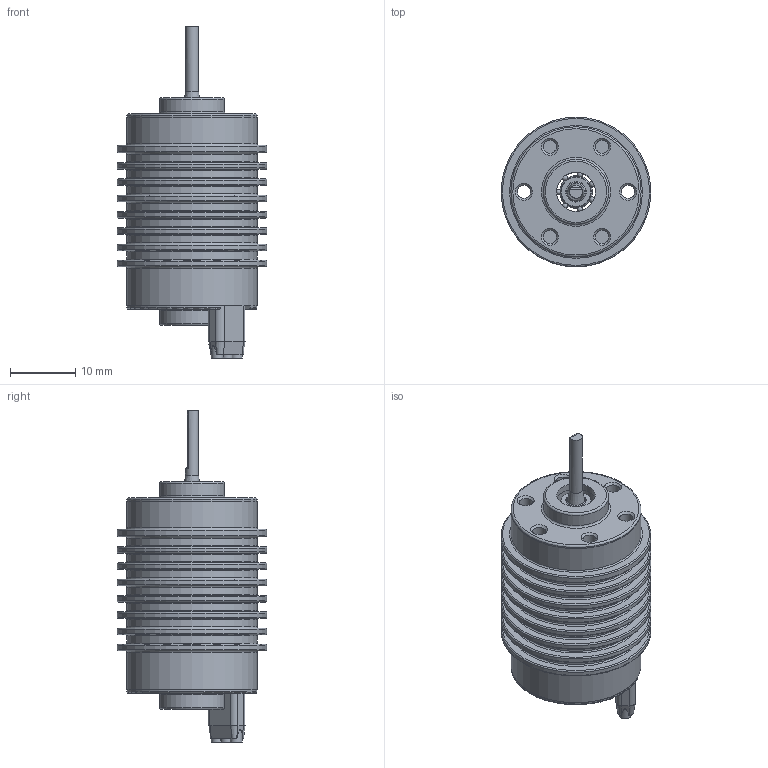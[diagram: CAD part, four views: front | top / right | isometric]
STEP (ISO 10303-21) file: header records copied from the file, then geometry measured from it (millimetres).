
FILE_DESCRIPTION((''),'2;1');
FILE_NAME('Motor_B20-30-24S-FIN.stp','2013-12-28T14:44:39',('Cookie'),(''),'Autodesk Inventor 2013','Autodesk Inventor 2013','');
FILE_SCHEMA(('AUTOMOTIVE_DESIGN { 1 0 10303 214 1 1 1 1 }'));
Length unit declared in the file: millimetre
Products named in the file (8): Motor_B20-30-24S-FIN; Motorgehäuse; MotorflanschHinten; Lager; Bearing GB/T 5800-2003 639/3; MotorflanschVorne; MotorRotorwelle
Assembly tree (8 placements, depth 3):
  Motor_B20-30-24S-FIN
    Motorgehäuse
    MotorflanschHinten
    Lager
      Bearing GB/T 5800-2003 639/3
    MotorflanschVorne
    Lager
      Bearing GB/T 5800-2003 639/3
    MotorRotorwelle
Bounding box: 23 x 23 x 51 mm (x, y, z)
Volume: 3910.5 mm3; surface area: 8410.3 mm2
Topology: 23 solids, 23 shells, 215 faces, 449 edges, 274 vertices
Faces by surface type: cylinder 62, plane 57, torus 42, cone 37, sphere 14, bspline 3
Full cylindrical faces by diameter (mm): 1.8 x3, 2 x1, 2.013 x6, 3 x8, 4.667 x2, 5 x1, 6 x2, 6.333 x2, 8 x4, 10 x2, 19 x2, 20 x10, 23 x8
Entity records: 4802 total; most frequent: DIRECTION 860, CARTESIAN_POINT 825, ORIENTED_EDGE 514, AXIS2_PLACEMENT_3D 404, EDGE_LOOP 358, EDGE_CURVE 257, VERTEX_POINT 229, CIRCLE 195
